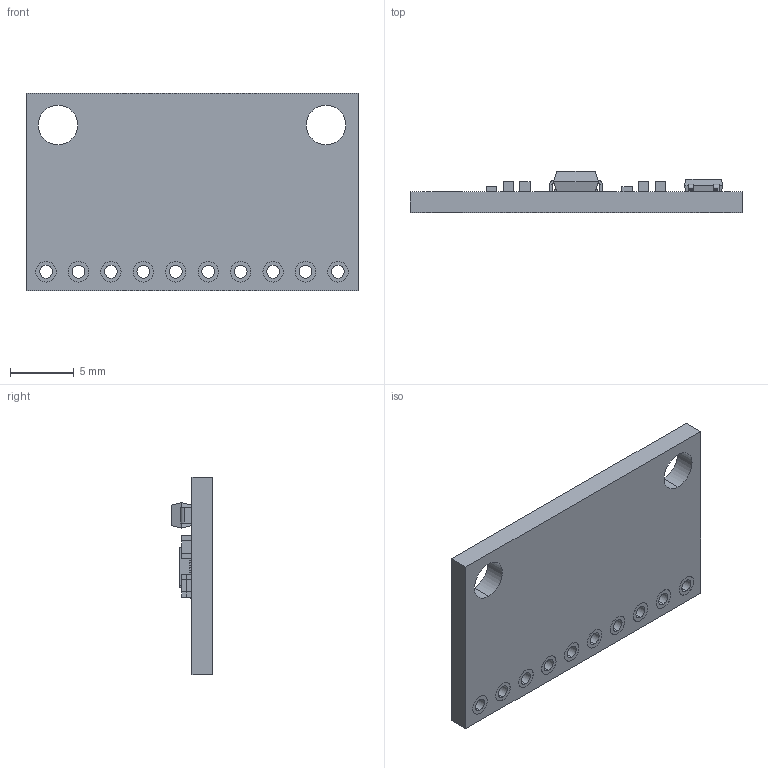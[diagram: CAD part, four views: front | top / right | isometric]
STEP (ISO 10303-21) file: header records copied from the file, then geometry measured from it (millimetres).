
FILE_DESCRIPTION (( 'STEP AP214' ), '1' );
FILE_NAME ('MPU-9255.STEP', '2020-05-09T22:33:51', ( '' ), ( '' ), 'SwSTEP 2.0', 'SolidWorks 2018', '' );
FILE_SCHEMA (( 'AUTOMOTIVE_DESIGN' ));
Length unit declared in the file: millimetre
Products named in the file (9): SMD Capacitor, MPU-9255_10 潚; SMD Resistor, 10kO, MPU-9255; MIC5205 Low Noise LDO, MPU-9255; SMD Capacitor, MPU-9255_14 潚; Tantalum Capacitor, 15uF, MPU-9255; MPU-9255; SMD Capacitor, MPU-9255_120 nF; MPU-9255 IC; PCB, MPU-9255
Assembly tree (14 placements, depth 2):
  MPU-9255
    PCB, MPU-9255
    SMD Resistor, 10kO, MPU-9255  x5
    SMD Capacitor, MPU-9255_14 潚  x3
    SMD Capacitor, MPU-9255_10 潚
    SMD Capacitor, MPU-9255_120 nF
    MPU-9255 IC
    MIC5205 Low Noise LDO, MPU-9255
    Tantalum Capacitor, 15uF, MPU-9255
Bounding box: 26 x 3.2 x 15.5 mm (x, y, z)
Volume: 641.3 mm3; surface area: 1149.5 mm2
Topology: 34 solids, 34 shells, 593 faces, 1453 edges, 958 vertices
Faces by surface type: plane 461, cylinder 88, bspline 44
Entity records: 21057 total; most frequent: CARTESIAN_POINT 5341, ORIENTED_EDGE 2474, DIRECTION 2241, EDGE_CURVE 1237, VECTOR 973, LINE 973, VERTEX_POINT 814, AXIS2_PLACEMENT_3D 634
